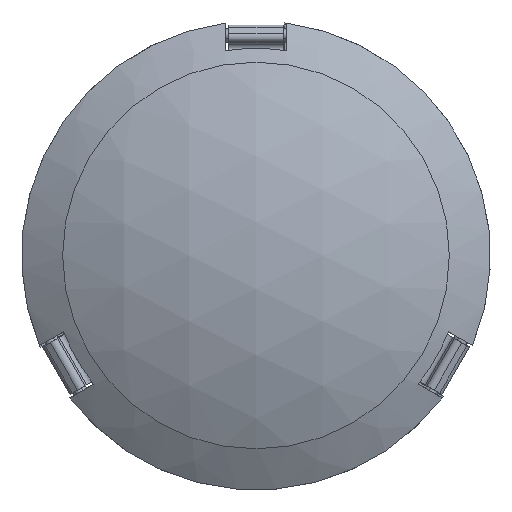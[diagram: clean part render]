
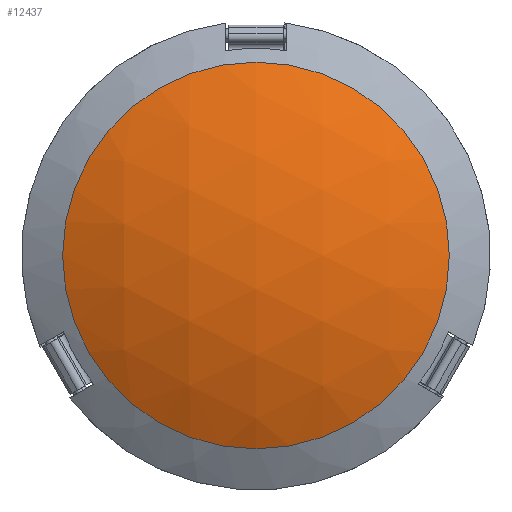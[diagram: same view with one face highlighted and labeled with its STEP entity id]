
A CAD part, front view. The second image highlights one B-rep face of the part: STEP entity #12437.
In plain terms, the highlighted spherical face has radius 110 mm.
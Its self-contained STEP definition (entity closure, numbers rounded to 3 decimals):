
#171=SPHERICAL_SURFACE('',#13712,110.);
#3342=FACE_OUTER_BOUND('',#4082,.T.);
#4082=EDGE_LOOP('',(#10426,#10427));
#4649=CIRCLE('',#13713,49.493);
#4650=CIRCLE('',#13714,49.493);
#5701=VERTEX_POINT('',#20762);
#5702=VERTEX_POINT('',#20763);
#7337=EDGE_CURVE('',#5701,#5702,#4649,.T.);
#7338=EDGE_CURVE('',#5702,#5701,#4650,.T.);
#10426=ORIENTED_EDGE('',*,*,#7337,.F.);
#10427=ORIENTED_EDGE('',*,*,#7338,.F.);
#12437=ADVANCED_FACE('',(#3342),#171,.T.);
#13712=AXIS2_PLACEMENT_3D('',#20761,#16679,#16680);
#13713=AXIS2_PLACEMENT_3D('',#20764,#16681,#16682);
#13714=AXIS2_PLACEMENT_3D('',#20765,#16683,#16684);
#16679=DIRECTION('center_axis',(0.,0.,1.));
#16680=DIRECTION('ref_axis',(1.,0.,0.));
#16681=DIRECTION('center_axis',(0.,-1.,0.));
#16682=DIRECTION('ref_axis',(1.,0.,0.));
#16683=DIRECTION('center_axis',(0.,-1.,0.));
#16684=DIRECTION('ref_axis',(1.,0.,0.));
#20761=CARTESIAN_POINT('Origin',(0.,0.,0.));
#20762=CARTESIAN_POINT('',(0.,98.237,-49.493));
#20763=CARTESIAN_POINT('',(0.,98.237,49.493));
#20764=CARTESIAN_POINT('Origin',(0.,98.237,0.));
#20765=CARTESIAN_POINT('Origin',(0.,98.237,0.));
